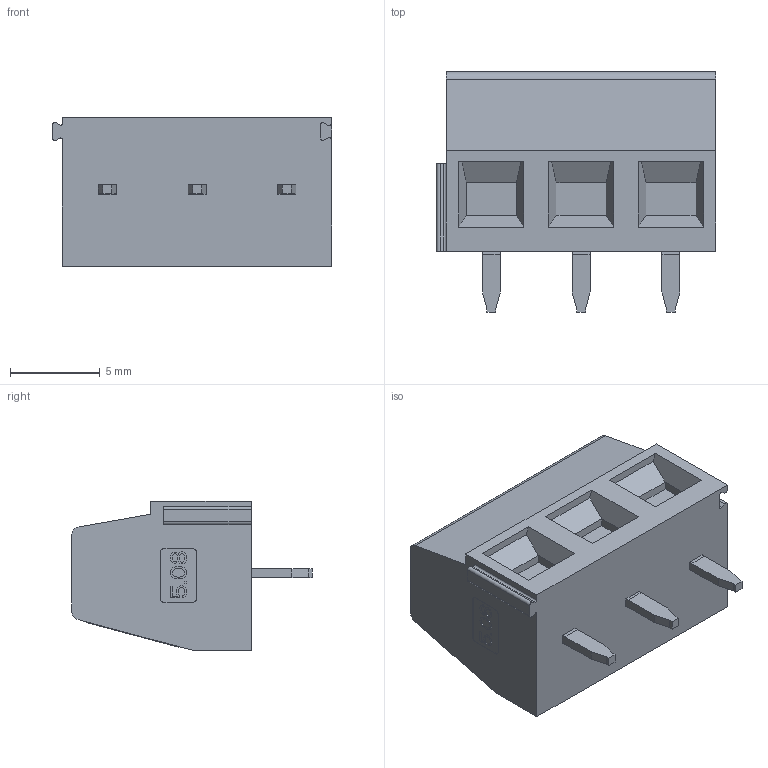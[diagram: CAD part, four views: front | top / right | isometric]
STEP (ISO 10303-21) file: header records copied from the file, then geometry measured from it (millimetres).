
FILE_DESCRIPTION((''),'2;1');
FILE_NAME('31094103_SW0001','2023-06-26T09:29:51',('antonh'),(''),'CREO PARAMETRIC BY PTC INC, 2022014','CREO PARAMETRIC BY PTC INC, 2022014','');
FILE_SCHEMA(('CONFIG_CONTROL_DESIGN'));
Length unit declared in the file: millimetre
Products named in the file (1): 31094103_SW0001
Bounding box: 15.57 x 13.4 x 8.33 mm (x, y, z)
Volume: 962.5 mm3; surface area: 1036.3 mm2
Topology: 1 solids, 1 shells, 1198 faces, 3405 edges, 2252 vertices
Faces by surface type: plane 834, extrusion 180, cylinder 136, torus 30, cone 18
Entity records: 43830 total; most frequent: CARTESIAN_POINT 13369, ORIENTED_EDGE 6810, DIRECTION 5377, EDGE_CURVE 3405, VECTOR 2719, LINE 2539, VERTEX_POINT 2252, AXIS2_PLACEMENT_3D 1329
